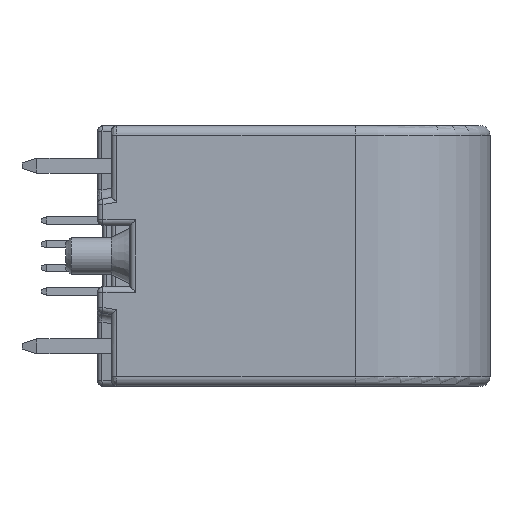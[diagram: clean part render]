
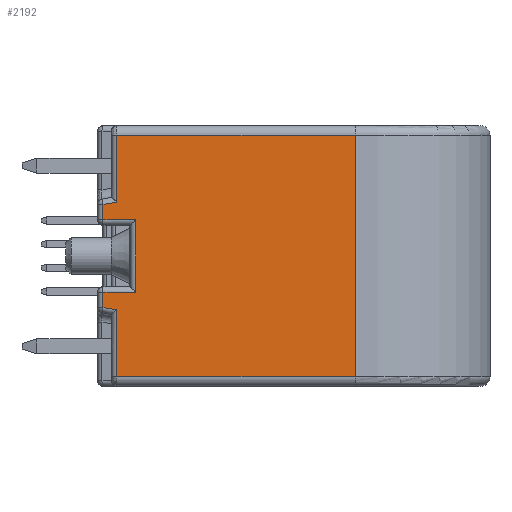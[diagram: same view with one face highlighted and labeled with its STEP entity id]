
A CAD part, left-side view. The second image highlights one B-rep face of the part: STEP entity #2192.
In plain terms, the highlighted planar face has unit normal (-1, 0, 0).
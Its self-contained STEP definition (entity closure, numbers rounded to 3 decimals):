
#1153=FACE_OUTER_BOUND('',#3789,.T.);
#2192=ADVANCED_FACE('',(#1153),#3230,.T.);
#3230=PLANE('',#17945);
#3789=EDGE_LOOP('',(#8346,#8347,#8348,#8349,#8350,#8351,#8352,#8353,#8354,
#8355,#8356,#8357));
#4939=LINE('',#25456,#6479);
#5040=LINE('',#25857,#6580);
#5041=LINE('',#25859,#6581);
#5042=LINE('',#25861,#6582);
#5043=LINE('',#25862,#6583);
#5044=LINE('',#25864,#6584);
#5045=LINE('',#25866,#6585);
#5046=LINE('',#25868,#6586);
#5047=LINE('',#25870,#6587);
#5048=LINE('',#25872,#6588);
#5049=LINE('',#25874,#6589);
#5050=LINE('',#25876,#6590);
#6479=VECTOR('',#19916,1.);
#6580=VECTOR('',#20229,1.);
#6581=VECTOR('',#20232,1.);
#6582=VECTOR('',#20233,1.);
#6583=VECTOR('',#20234,1.);
#6584=VECTOR('',#20235,1.);
#6585=VECTOR('',#20236,1.);
#6586=VECTOR('',#20237,1.);
#6587=VECTOR('',#20238,1.);
#6588=VECTOR('',#20239,1.);
#6589=VECTOR('',#20240,1.);
#6590=VECTOR('',#20241,1.);
#8346=ORIENTED_EDGE('',*,*,#14790,.T.);
#8347=ORIENTED_EDGE('',*,*,#14600,.T.);
#8348=ORIENTED_EDGE('',*,*,#14791,.T.);
#8349=ORIENTED_EDGE('',*,*,#14789,.T.);
#8350=ORIENTED_EDGE('',*,*,#14792,.F.);
#8351=ORIENTED_EDGE('',*,*,#14793,.T.);
#8352=ORIENTED_EDGE('',*,*,#14794,.T.);
#8353=ORIENTED_EDGE('',*,*,#14795,.T.);
#8354=ORIENTED_EDGE('',*,*,#14796,.T.);
#8355=ORIENTED_EDGE('',*,*,#14797,.T.);
#8356=ORIENTED_EDGE('',*,*,#14798,.F.);
#8357=ORIENTED_EDGE('',*,*,#14799,.T.);
#13105=VERTEX_POINT('',#25455);
#13106=VERTEX_POINT('',#25457);
#13261=VERTEX_POINT('',#25825);
#13267=VERTEX_POINT('',#25856);
#13268=VERTEX_POINT('',#25860);
#13269=VERTEX_POINT('',#25863);
#13270=VERTEX_POINT('',#25865);
#13271=VERTEX_POINT('',#25867);
#13272=VERTEX_POINT('',#25869);
#13273=VERTEX_POINT('',#25871);
#13274=VERTEX_POINT('',#25873);
#13275=VERTEX_POINT('',#25875);
#14600=EDGE_CURVE('',#13106,#13105,#4939,.T.);
#14789=EDGE_CURVE('',#13261,#13267,#5040,.T.);
#14790=EDGE_CURVE('',#13268,#13106,#5041,.T.);
#14791=EDGE_CURVE('',#13105,#13261,#5042,.T.);
#14792=EDGE_CURVE('',#13269,#13267,#5043,.T.);
#14793=EDGE_CURVE('',#13269,#13270,#5044,.T.);
#14794=EDGE_CURVE('',#13270,#13271,#5045,.T.);
#14795=EDGE_CURVE('',#13271,#13272,#5046,.T.);
#14796=EDGE_CURVE('',#13272,#13273,#5047,.T.);
#14797=EDGE_CURVE('',#13273,#13274,#5048,.T.);
#14798=EDGE_CURVE('',#13275,#13274,#5049,.T.);
#14799=EDGE_CURVE('',#13275,#13268,#5050,.T.);
#17945=AXIS2_PLACEMENT_3D('',#25877,#20242,#20243);
#19916=DIRECTION('',(0.,0.,1.));
#20229=DIRECTION('',(0.,0.,-1.));
#20232=DIRECTION('',(0.,-1.,0.));
#20233=DIRECTION('',(0.,1.,0.));
#20234=DIRECTION('',(0.,-0.985,0.174));
#20235=DIRECTION('',(0.,0.,-1.));
#20236=DIRECTION('',(0.,-1.,0.));
#20237=DIRECTION('',(0.,0.,-1.));
#20238=DIRECTION('',(0.,1.,0.));
#20239=DIRECTION('',(0.,0.,-1.));
#20240=DIRECTION('',(0.,0.985,0.174));
#20241=DIRECTION('',(0.,0.,-1.));
#20242=DIRECTION('',(-1.,0.,0.));
#20243=DIRECTION('',(0.,0.,-1.));
#25455=CARTESIAN_POINT('',(-17.3,-2.09,6.5));
#25456=CARTESIAN_POINT('',(-17.3,-2.09,-6.5));
#25457=CARTESIAN_POINT('',(-17.3,-2.09,-6.5));
#25825=CARTESIAN_POINT('',(-17.3,10.71,6.5));
#25856=CARTESIAN_POINT('',(-17.3,10.71,2.898));
#25857=CARTESIAN_POINT('',(-17.3,10.71,6.5));
#25859=CARTESIAN_POINT('',(-17.3,11.01,-6.5));
#25860=CARTESIAN_POINT('',(-17.3,10.71,-6.5));
#25861=CARTESIAN_POINT('',(-17.3,11.01,6.5));
#25862=CARTESIAN_POINT('',(-17.3,11.71,2.722));
#25863=CARTESIAN_POINT('',(-17.3,11.46,2.766));
#25864=CARTESIAN_POINT('',(-17.3,11.46,2.722));
#25865=CARTESIAN_POINT('',(-17.3,11.46,1.95));
#25866=CARTESIAN_POINT('',(-17.3,11.71,1.95));
#25867=CARTESIAN_POINT('',(-17.3,9.71,1.95));
#25868=CARTESIAN_POINT('',(-17.3,9.71,1.95));
#25869=CARTESIAN_POINT('',(-17.3,9.71,-1.95));
#25870=CARTESIAN_POINT('',(-17.3,9.71,-1.95));
#25871=CARTESIAN_POINT('',(-17.3,11.46,-1.95));
#25872=CARTESIAN_POINT('',(-17.3,11.46,-1.95));
#25873=CARTESIAN_POINT('',(-17.3,11.46,-2.766));
#25874=CARTESIAN_POINT('',(-17.3,10.71,-2.898));
#25875=CARTESIAN_POINT('',(-17.3,10.71,-2.898));
#25876=CARTESIAN_POINT('',(-17.3,10.71,-2.898));
#25877=CARTESIAN_POINT('',(-17.3,11.01,-8.));
